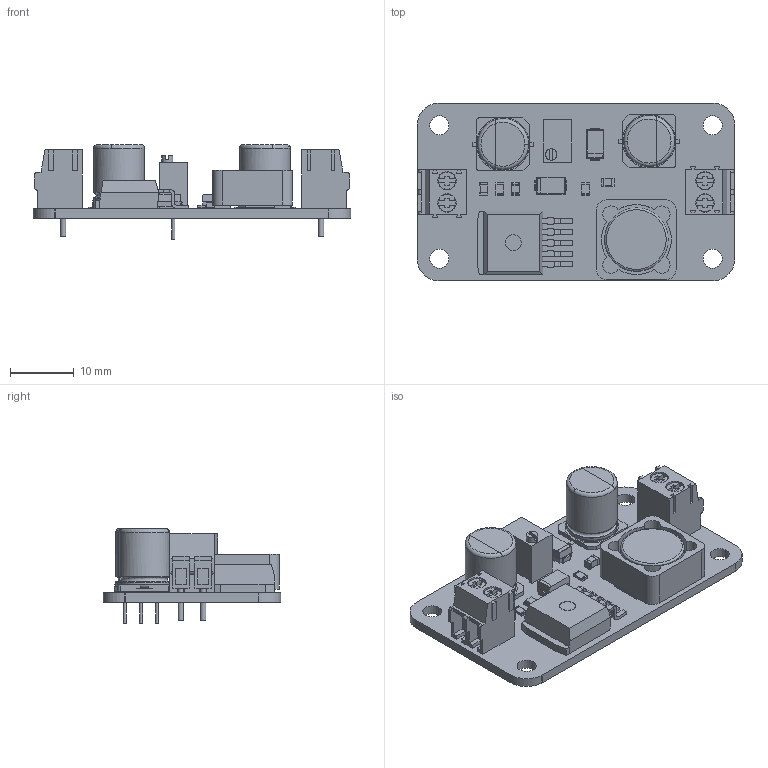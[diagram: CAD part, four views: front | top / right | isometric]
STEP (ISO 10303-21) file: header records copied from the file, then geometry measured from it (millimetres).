
FILE_DESCRIPTION(('KiCad electronic assembly'),'2;1');
FILE_NAME('BoostConverter.step','2024-11-10T17:39:16',('Pcbnew'),( 'Kicad'),'Open CASCADE STEP processor 7.8','KiCad to STEP converter' ,'Unknown');
FILE_SCHEMA(('AUTOMOTIVE_DESIGN { 1 0 10303 214 1 1 1 1 }'));
Length unit declared in the file: millimetre
Products named in the file (12): BoostConverter 1; TerminalBlock_Phoenix_PT-1,5-2-3.5-H_1x02_P3.50mm_Horizontal; C_0805_2012Metric; CP_Elec_8x10; D_SMA; TO-263-5_TabPin3; BoostConverter 1.5.1; LED_0805_2012Metric; L_Bourns_SRR1260; Potentiometer_Bourns_3266Y_Vertical; R_0805_2012Metric; BoostConverter_PCB
Assembly tree (16 placements, depth 3):
  BoostConverter 1
    TerminalBlock_Phoenix_PT-1,5-2-3.5-H_1x02_P3.50mm_Horizontal  x2
    C_0805_2012Metric  x2
    CP_Elec_8x10  x2
    D_SMA  x2
    TO-263-5_TabPin3
      BoostConverter 1.5.1
    LED_0805_2012Metric
    L_Bourns_SRR1260
    Potentiometer_Bourns_3266Y_Vertical
    R_0805_2012Metric  x2
    BoostConverter_PCB
Bounding box: 50 x 28 x 14.88 mm (x, y, z)
Volume: 5249.6 mm3; surface area: 7174.7 mm2
Topology: 21 solids, 21 shells, 784 faces, 2061 edges, 1346 vertices
Faces by surface type: plane 588, cylinder 161, bspline 24, torus 9, revolution 2
Full cylindrical faces by diameter (mm): 0.46 x3, 0.8 x3, 0.9 x4, 1.2 x4, 1.78 x1, 2.5 x1, 2.7 x4, 2.9 x4, 3 x4, 8 x4, 10 x1
Entity records: 18989 total; most frequent: CARTESIAN_POINT 3059, ORIENTED_EDGE 2756, DIRECTION 2669, EDGE_CURVE 1378, LINE 1086, VECTOR 1086, VERTEX_POINT 905, AXIS2_PLACEMENT_3D 791
